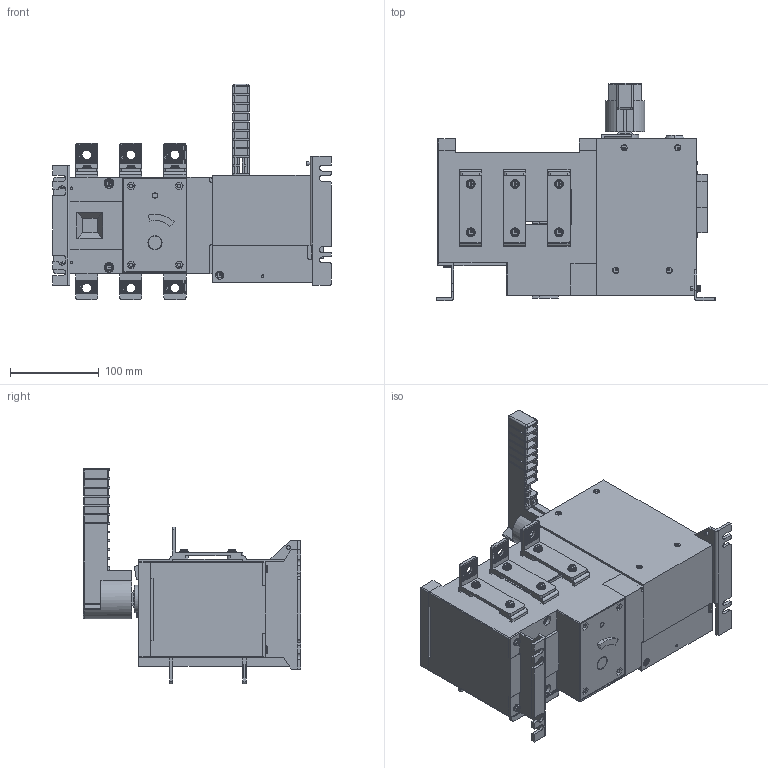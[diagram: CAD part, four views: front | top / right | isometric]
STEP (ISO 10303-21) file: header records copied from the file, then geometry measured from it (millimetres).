
FILE_DESCRIPTION (( 'STEP AP203' ), '1' );
FILE_NAME ('ats-tsr1-250A-3p-pro.ÃÌ Óñòðîéñòâî ÀÂÐ ÒÑÐ1 250À 3Ð 230Â EKF.STEP', '2024-12-12T13:54:42', ( '' ), ( '' ), 'SwSTEP 2.0', 'SolidWorks 2021', '' );
FILE_SCHEMA (( 'CONFIG_CONTROL_DESIGN' ));
Products named in the file (1): ats-tsr1-250A-3p-pro.ÃÌ Óñòðîéñòâî ÀÂÐ ÒÑÐ1 250À 3Ð 230Â EKF
Bounding box: 314.5 x 245 x 243.35 mm (x, y, z)
Volume: 5436501.6 mm3; surface area: 415078.8 mm2
Topology: 6 solids, 6 shells, 3743 faces, 10627 edges, 7028 vertices
Faces by surface type: plane 3306, cylinder 364, torus 65, cone 6, sphere 2
Entity records: 120804 total; most frequent: CARTESIAN_POINT 21723, ORIENTED_EDGE 21246, DIRECTION 19871, EDGE_CURVE 10623, VECTOR 8731, LINE 8731, VERTEX_POINT 7026, AXIS2_PLACEMENT_3D 5570
